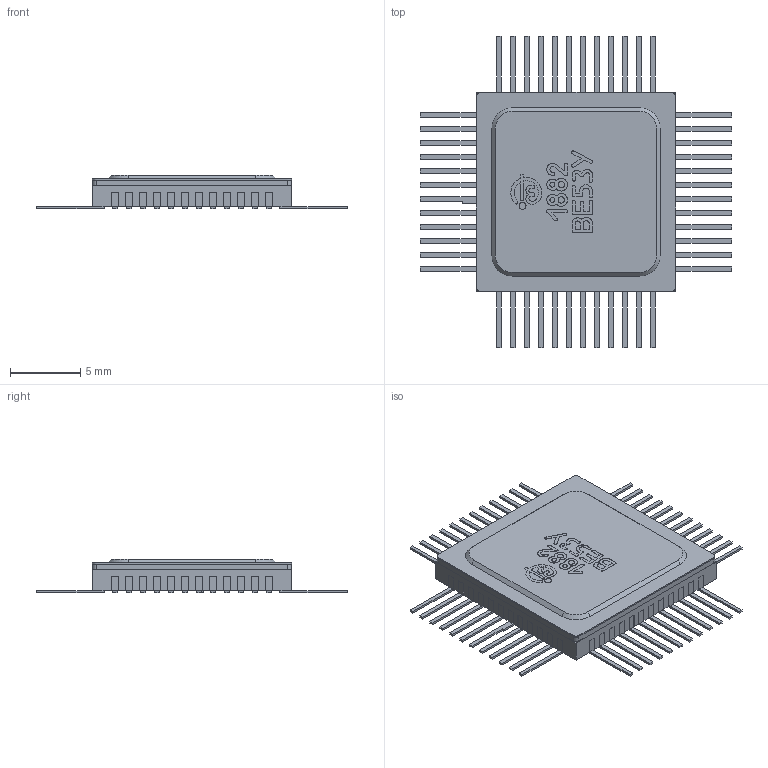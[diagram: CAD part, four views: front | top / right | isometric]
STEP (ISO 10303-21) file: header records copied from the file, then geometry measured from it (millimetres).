
FILE_DESCRIPTION( ( 'Unknown' ), '1' );
FILE_NAME( '5133483-1882ВЕ53У.stp', 'Unknown', ( 'Unknown' ), ( 'Unknown' ), 'PSStep 17.0.49', 'Unknown', ' ' );
FILE_SCHEMA( ( 'AUTOMOTIVE_DESIGN { 1 0 10303 214 1 1 1 1 }' ) );
Length unit declared in the file: millimetre
Products named in the file (52): Assem1
Assembly tree (51 placements, depth 2):
  Assem1
    (unnamed)
    (unnamed)
    (unnamed)
    (unnamed)
    (unnamed)
    (unnamed)
    (unnamed)
    (unnamed)
    (unnamed)
    (unnamed)
    (unnamed)
    (unnamed)
    (unnamed)
    (unnamed)
    (unnamed)
    (unnamed)
    (unnamed)
    (unnamed)
    (unnamed)
    (unnamed)
    (unnamed)
    (unnamed)
    (unnamed)
    (unnamed)
    (unnamed)
    (unnamed)
    (unnamed)
    (unnamed)
    (unnamed)
    (unnamed)
    (unnamed)
    (unnamed)
    (unnamed)
    (unnamed)
    (unnamed)
    (unnamed)
    (unnamed)
    (unnamed)
    (unnamed)
    (unnamed)
    (unnamed)
    (unnamed)
    (unnamed)
    (unnamed)
    (unnamed)
    (unnamed)
    (unnamed)
    (unnamed)
    (unnamed)
    (unnamed)
    (unnamed)
Bounding box: 22.2 x 22.2 x 2.4 mm (x, y, z)
Volume: 255.8 mm3; surface area: 1329.9 mm2
Topology: 51 solids, 51 shells, 1228 faces, 3300 edges, 2200 vertices
Faces by surface type: plane 1158, cylinder 35, extrusion 27, cone 8
Full cylindrical faces by diameter (mm): 0.5 x1
Entity records: 54568 total; most frequent: CARTESIAN_POINT 8437, ORIENTED_EDGE 6590, DIRECTION 5860, EDGE_CURVE 3295, VECTOR 3182, LINE 3155, PRESENTATION_STYLE_ASSIGNMENT 2391, COLOUR_RGB 2391
